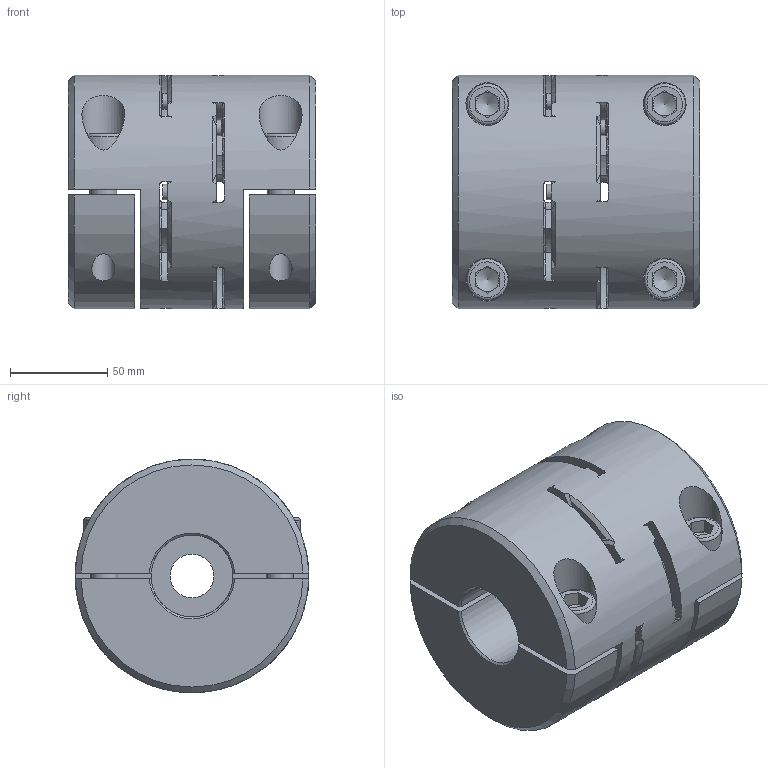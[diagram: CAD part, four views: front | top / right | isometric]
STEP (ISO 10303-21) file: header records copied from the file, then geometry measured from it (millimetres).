
FILE_DESCRIPTION( ( 'Unknown' ), '1' );
FILE_NAME( 'EKH 1000 - Ø42.stp', 'Unknown', ( 'Unknown' ), ( 'Unknown' ), 'PSStep 10.1', 'Unknown', ' ' );
FILE_SCHEMA( ( 'AUTOMOTIVE_DESIGN { 1 0 10303 214 1 1 1 1 }' ) );
Length unit declared in the file: millimetre
Products named in the file (1): 29822872
Bounding box: 127 x 119.99 x 120 mm (x, y, z)
Volume: 1099318.6 mm3; surface area: 170390.7 mm2
Topology: 1 solids, 1 shells, 306 faces, 823 edges, 529 vertices
Faces by surface type: plane 106, cylinder 90, cone 80, torus 30
Full cylindrical faces by diameter (mm): 8 x8, 11.835 x4, 14 x4, 14.5 x4, 15 x4, 21 x4, 22 x4, 22.5 x1, 42 x2, 58 x2, 120 x1
Entity records: 13128 total; most frequent: CARTESIAN_POINT 3395, ORIENTED_EDGE 1492, DIRECTION 1490, EDGE_CURVE 746, AXIS2_PLACEMENT_3D 645, VERTEX_POINT 510, EDGE_LOOP 408, FACE_OUTER_BOUND 350
